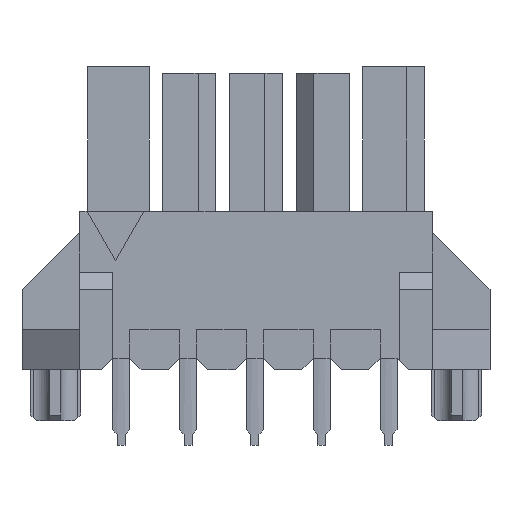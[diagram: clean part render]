
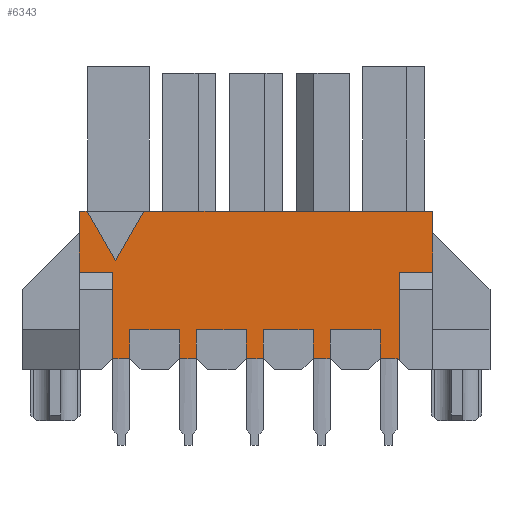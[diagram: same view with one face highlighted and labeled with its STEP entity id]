
A CAD part, front view. The second image highlights one B-rep face of the part: STEP entity #6343.
In plain terms, the highlighted planar face has unit normal (0, -1, 0).
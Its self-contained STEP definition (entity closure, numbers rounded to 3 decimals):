
#33=DIRECTION('',(0.,0.,-1.));
#34=VECTOR('',#33,2.73);
#35=CARTESIAN_POINT('',(-7.93,-3.43,0.));
#36=LINE('',#35,#34);
#595=DIRECTION('',(0.5,0.,-0.866));
#596=VECTOR('',#595,2.54);
#597=CARTESIAN_POINT('',(-7.574,-3.43,0.));
#598=LINE('',#597,#596);
#599=DIRECTION('',(0.5,0.,0.866));
#600=VECTOR('',#599,2.54);
#601=CARTESIAN_POINT('',(-6.304,-3.43,-2.2));
#602=LINE('',#601,#600);
#603=DIRECTION('',(1.,0.,0.));
#604=VECTOR('',#603,12.964);
#605=CARTESIAN_POINT('',(-5.034,-3.43,0.));
#606=LINE('',#605,#604);
#607=DIRECTION('',(0.,0.,-1.));
#608=VECTOR('',#607,3.968);
#609=CARTESIAN_POINT('',(6.43,-3.43,-2.73));
#610=LINE('',#609,#608);
#611=DIRECTION('',(0.714,0.,-0.7));
#612=VECTOR('',#611,0.14);
#613=CARTESIAN_POINT('',(6.33,-3.43,-6.6));
#614=LINE('',#613,#612);
#615=DIRECTION('',(1.,0.,0.));
#616=VECTOR('',#615,0.76);
#617=CARTESIAN_POINT('',(5.57,-3.43,-6.6));
#618=LINE('',#617,#616);
#619=DIRECTION('',(0.,0.,1.));
#620=VECTOR('',#619,1.3);
#621=CARTESIAN_POINT('',(5.57,-3.43,-6.6));
#622=LINE('',#621,#620);
#623=DIRECTION('',(1.,0.,0.));
#624=VECTOR('',#623,2.24);
#625=CARTESIAN_POINT('',(3.33,-3.43,-5.3));
#626=LINE('',#625,#624);
#627=DIRECTION('',(0.,0.,1.));
#628=VECTOR('',#627,1.3);
#629=CARTESIAN_POINT('',(3.33,-3.43,-6.6));
#630=LINE('',#629,#628);
#631=DIRECTION('',(1.,0.,0.));
#632=VECTOR('',#631,0.76);
#633=CARTESIAN_POINT('',(2.57,-3.43,-6.6));
#634=LINE('',#633,#632);
#635=DIRECTION('',(0.,0.,1.));
#636=VECTOR('',#635,1.3);
#637=CARTESIAN_POINT('',(2.57,-3.43,-6.6));
#638=LINE('',#637,#636);
#639=DIRECTION('',(1.,0.,0.));
#640=VECTOR('',#639,2.24);
#641=CARTESIAN_POINT('',(0.33,-3.43,-5.3));
#642=LINE('',#641,#640);
#643=DIRECTION('',(0.,0.,1.));
#644=VECTOR('',#643,1.3);
#645=CARTESIAN_POINT('',(0.33,-3.43,-6.6));
#646=LINE('',#645,#644);
#647=DIRECTION('',(1.,0.,0.));
#648=VECTOR('',#647,0.76);
#649=CARTESIAN_POINT('',(-0.43,-3.43,-6.6));
#650=LINE('',#649,#648);
#651=DIRECTION('',(0.,0.,1.));
#652=VECTOR('',#651,1.3);
#653=CARTESIAN_POINT('',(-0.43,-3.43,-6.6));
#654=LINE('',#653,#652);
#655=DIRECTION('',(1.,0.,0.));
#656=VECTOR('',#655,2.24);
#657=CARTESIAN_POINT('',(-2.67,-3.43,-5.3));
#658=LINE('',#657,#656);
#659=DIRECTION('',(0.,0.,1.));
#660=VECTOR('',#659,1.3);
#661=CARTESIAN_POINT('',(-2.67,-3.43,-6.6));
#662=LINE('',#661,#660);
#663=DIRECTION('',(1.,0.,0.));
#664=VECTOR('',#663,0.76);
#665=CARTESIAN_POINT('',(-3.43,-3.43,-6.6));
#666=LINE('',#665,#664);
#667=DIRECTION('',(0.,0.,1.));
#668=VECTOR('',#667,1.3);
#669=CARTESIAN_POINT('',(-3.43,-3.43,-6.6));
#670=LINE('',#669,#668);
#671=DIRECTION('',(1.,0.,0.));
#672=VECTOR('',#671,2.24);
#673=CARTESIAN_POINT('',(-5.67,-3.43,-5.3));
#674=LINE('',#673,#672);
#675=DIRECTION('',(0.,0.,1.));
#676=VECTOR('',#675,1.3);
#677=CARTESIAN_POINT('',(-5.67,-3.43,-6.6));
#678=LINE('',#677,#676);
#679=DIRECTION('',(1.,0.,0.));
#680=VECTOR('',#679,0.76);
#681=CARTESIAN_POINT('',(-6.43,-3.43,-6.6));
#682=LINE('',#681,#680);
#683=DIRECTION('',(1.,0.,0.));
#684=VECTOR('',#683,0.356);
#685=CARTESIAN_POINT('',(-7.93,-3.43,0.));
#686=LINE('',#685,#684);
#2171=DIRECTION('',(0.,0.,-1.));
#2172=VECTOR('',#2171,2.73);
#2173=CARTESIAN_POINT('',(7.93,-3.43,0.));
#2174=LINE('',#2173,#2172);
#2207=DIRECTION('',(1.,0.,0.));
#2208=VECTOR('',#2207,1.5);
#2209=CARTESIAN_POINT('',(6.43,-3.43,-2.73));
#2210=LINE('',#2209,#2208);
#2215=DIRECTION('',(1.,0.,0.));
#2216=VECTOR('',#2215,1.5);
#2217=CARTESIAN_POINT('',(-7.93,-3.43,-2.73));
#2218=LINE('',#2217,#2216);
#2223=DIRECTION('',(0.,0.,-1.));
#2224=VECTOR('',#2223,3.87);
#2225=CARTESIAN_POINT('',(-6.43,-3.43,-2.73));
#2226=LINE('',#2225,#2224);
#4138=CARTESIAN_POINT('',(-7.93,-3.43,0.));
#4140=VERTEX_POINT('',#4138);
#4144=CARTESIAN_POINT('',(7.93,-3.43,0.));
#4146=VERTEX_POINT('',#4144);
#4509=CARTESIAN_POINT('',(-7.93,-3.43,-2.73));
#4510=VERTEX_POINT('',#4509);
#4515=CARTESIAN_POINT('',(7.93,-3.43,-2.73));
#4516=VERTEX_POINT('',#4515);
#4585=CARTESIAN_POINT('',(6.43,-3.43,-2.73));
#4587=VERTEX_POINT('',#4585);
#4589=CARTESIAN_POINT('',(-6.43,-3.43,-2.73));
#4591=VERTEX_POINT('',#4589);
#4613=CARTESIAN_POINT('',(-5.67,-3.43,-5.3));
#4614=VERTEX_POINT('',#4613);
#4615=CARTESIAN_POINT('',(-3.43,-3.43,-5.3));
#4616=VERTEX_POINT('',#4615);
#4629=CARTESIAN_POINT('',(-6.43,-3.43,-6.6));
#4630=CARTESIAN_POINT('',(-5.67,-3.43,-6.6));
#4631=VERTEX_POINT('',#4629);
#4632=VERTEX_POINT('',#4630);
#4653=CARTESIAN_POINT('',(-2.67,-3.43,-5.3));
#4654=VERTEX_POINT('',#4653);
#4655=CARTESIAN_POINT('',(-0.43,-3.43,-5.3));
#4656=VERTEX_POINT('',#4655);
#4669=CARTESIAN_POINT('',(0.33,-3.43,-5.3));
#4670=VERTEX_POINT('',#4669);
#4671=CARTESIAN_POINT('',(2.57,-3.43,-5.3));
#4672=VERTEX_POINT('',#4671);
#4685=CARTESIAN_POINT('',(3.33,-3.43,-5.3));
#4686=VERTEX_POINT('',#4685);
#4687=CARTESIAN_POINT('',(5.57,-3.43,-5.3));
#4688=VERTEX_POINT('',#4687);
#4968=CARTESIAN_POINT('',(-7.574,-3.43,0.));
#4969=VERTEX_POINT('',#4968);
#4970=CARTESIAN_POINT('',(-5.034,-3.43,0.));
#4971=VERTEX_POINT('',#4970);
#4972=CARTESIAN_POINT('',(-6.304,-3.43,-2.2));
#4973=VERTEX_POINT('',#4972);
#5060=CARTESIAN_POINT('',(-3.43,-3.43,-6.6));
#5061=CARTESIAN_POINT('',(-2.67,-3.43,-6.6));
#5062=VERTEX_POINT('',#5060);
#5063=VERTEX_POINT('',#5061);
#5084=CARTESIAN_POINT('',(-0.43,-3.43,-6.6));
#5085=CARTESIAN_POINT('',(0.33,-3.43,-6.6));
#5086=VERTEX_POINT('',#5084);
#5087=VERTEX_POINT('',#5085);
#5108=CARTESIAN_POINT('',(2.57,-3.43,-6.6));
#5109=CARTESIAN_POINT('',(3.33,-3.43,-6.6));
#5110=VERTEX_POINT('',#5108);
#5111=VERTEX_POINT('',#5109);
#5132=CARTESIAN_POINT('',(5.57,-3.43,-6.6));
#5133=CARTESIAN_POINT('',(6.33,-3.43,-6.6));
#5134=VERTEX_POINT('',#5132);
#5135=VERTEX_POINT('',#5133);
#5362=CARTESIAN_POINT('',(6.43,-3.43,-6.698));
#5363=VERTEX_POINT('',#5362);
#6285=CARTESIAN_POINT('',(-7.93,-3.43,0.));
#6286=DIRECTION('',(0.,-1.,0.));
#6287=DIRECTION('',(0.,0.,-1.));
#6288=AXIS2_PLACEMENT_3D('',#6285,#6286,#6287);
#6289=PLANE('',#6288);
#6291=ORIENTED_EDGE('',*,*,#6290,.T.);
#6293=ORIENTED_EDGE('',*,*,#6292,.T.);
#6295=ORIENTED_EDGE('',*,*,#6294,.T.);
#6297=ORIENTED_EDGE('',*,*,#6296,.T.);
#6299=ORIENTED_EDGE('',*,*,#6298,.F.);
#6301=ORIENTED_EDGE('',*,*,#6300,.T.);
#6303=ORIENTED_EDGE('',*,*,#6302,.F.);
#6305=ORIENTED_EDGE('',*,*,#6304,.F.);
#6307=ORIENTED_EDGE('',*,*,#6306,.T.);
#6309=ORIENTED_EDGE('',*,*,#6308,.F.);
#6311=ORIENTED_EDGE('',*,*,#6310,.F.);
#6313=ORIENTED_EDGE('',*,*,#6312,.F.);
#6315=ORIENTED_EDGE('',*,*,#6314,.T.);
#6317=ORIENTED_EDGE('',*,*,#6316,.F.);
#6319=ORIENTED_EDGE('',*,*,#6318,.F.);
#6321=ORIENTED_EDGE('',*,*,#6320,.F.);
#6323=ORIENTED_EDGE('',*,*,#6322,.T.);
#6325=ORIENTED_EDGE('',*,*,#6324,.F.);
#6326=ORIENTED_EDGE('',*,*,#6276,.F.);
#6327=ORIENTED_EDGE('',*,*,#6140,.F.);
#6329=ORIENTED_EDGE('',*,*,#6328,.T.);
#6331=ORIENTED_EDGE('',*,*,#6330,.F.);
#6332=ORIENTED_EDGE('',*,*,#5905,.F.);
#6333=ORIENTED_EDGE('',*,*,#5603,.F.);
#6335=ORIENTED_EDGE('',*,*,#6334,.F.);
#6337=ORIENTED_EDGE('',*,*,#6336,.F.);
#6338=ORIENTED_EDGE('',*,*,#5385,.F.);
#6340=ORIENTED_EDGE('',*,*,#6339,.T.);
#6341=EDGE_LOOP('',(#6291,#6293,#6295,#6297,#6299,#6301,#6303,#6305,#6307,#6309,
#6311,#6313,#6315,#6317,#6319,#6321,#6323,#6325,#6326,#6327,#6329,#6331,#6332,
#6333,#6335,#6337,#6338,#6340));
#6342=FACE_OUTER_BOUND('',#6341,.F.);
#6343=ADVANCED_FACE('',(#6342),#6289,.T.);
#5385=EDGE_CURVE('',#4140,#4510,#36,.T.);
#5603=EDGE_CURVE('',#4631,#4632,#682,.T.);
#5905=EDGE_CURVE('',#4632,#4614,#678,.T.);
#6140=EDGE_CURVE('',#5062,#5063,#666,.T.);
#6276=EDGE_CURVE('',#5063,#4654,#662,.T.);
#6290=EDGE_CURVE('',#4969,#4973,#598,.T.);
#6292=EDGE_CURVE('',#4973,#4971,#602,.T.);
#6294=EDGE_CURVE('',#4971,#4146,#606,.T.);
#6296=EDGE_CURVE('',#4146,#4516,#2174,.T.);
#6298=EDGE_CURVE('',#4587,#4516,#2210,.T.);
#6300=EDGE_CURVE('',#4587,#5363,#610,.T.);
#6302=EDGE_CURVE('',#5135,#5363,#614,.T.);
#6304=EDGE_CURVE('',#5134,#5135,#618,.T.);
#6306=EDGE_CURVE('',#5134,#4688,#622,.T.);
#6308=EDGE_CURVE('',#4686,#4688,#626,.T.);
#6310=EDGE_CURVE('',#5111,#4686,#630,.T.);
#6312=EDGE_CURVE('',#5110,#5111,#634,.T.);
#6314=EDGE_CURVE('',#5110,#4672,#638,.T.);
#6316=EDGE_CURVE('',#4670,#4672,#642,.T.);
#6318=EDGE_CURVE('',#5087,#4670,#646,.T.);
#6320=EDGE_CURVE('',#5086,#5087,#650,.T.);
#6322=EDGE_CURVE('',#5086,#4656,#654,.T.);
#6324=EDGE_CURVE('',#4654,#4656,#658,.T.);
#6328=EDGE_CURVE('',#5062,#4616,#670,.T.);
#6330=EDGE_CURVE('',#4614,#4616,#674,.T.);
#6334=EDGE_CURVE('',#4591,#4631,#2226,.T.);
#6336=EDGE_CURVE('',#4510,#4591,#2218,.T.);
#6339=EDGE_CURVE('',#4140,#4969,#686,.T.);
